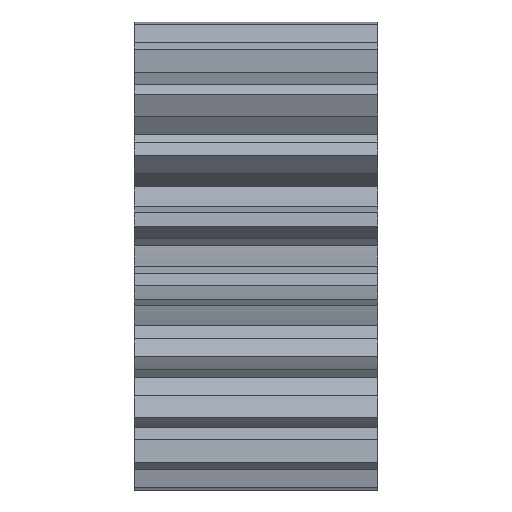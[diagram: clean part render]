
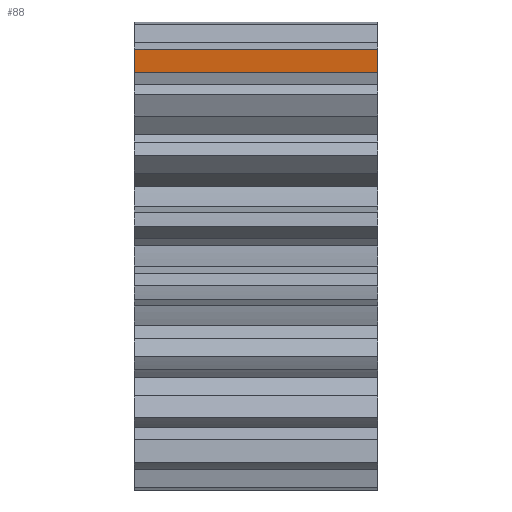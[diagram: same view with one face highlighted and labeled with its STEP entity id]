
A CAD part, front view. The second image highlights one B-rep face of the part: STEP entity #88.
In plain terms, the highlighted planar face has unit normal (0, -0.996, -0.091).
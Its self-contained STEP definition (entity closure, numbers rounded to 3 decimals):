
#88 = ADVANCED_FACE( '', ( #226 ), #227, .T. );
#226 = FACE_OUTER_BOUND( '', #476, .T. );
#227 = PLANE( '', #477 );
#476 = EDGE_LOOP( '', ( #791, #792, #793, #794 ) );
#477 = AXIS2_PLACEMENT_3D( '', #795, #796, #797 );
#791 = ORIENTED_EDGE( '', *, *, #1844, .T. );
#792 = ORIENTED_EDGE( '', *, *, #1845, .F. );
#793 = ORIENTED_EDGE( '', *, *, #1846, .F. );
#794 = ORIENTED_EDGE( '', *, *, #1842, .T. );
#795 = CARTESIAN_POINT( '', ( 8.5, -7.933, 14.468 ) );
#796 = DIRECTION( '', ( 0., -0.996, -0.091 ) );
#797 = DIRECTION( '', ( 0., -0.091, 0.996 ) );
#1842 = EDGE_CURVE( '', #2235, #2233, #2236, .T. );
#1844 = EDGE_CURVE( '', #2233, #2238, #2239, .T. );
#1845 = EDGE_CURVE( '', #2240, #2238, #2241, .T. );
#1846 = EDGE_CURVE( '', #2235, #2240, #2242, .T. );
#2233 = VERTEX_POINT( '', #2870 );
#2235 = VERTEX_POINT( '', #2872 );
#2236 = LINE( '', #2873, #2874 );
#2238 = VERTEX_POINT( '', #2876 );
#2239 = LINE( '', #2877, #2878 );
#2240 = VERTEX_POINT( '', #2879 );
#2241 = LINE( '', #2880, #2881 );
#2242 = LINE( '', #2882, #2883 );
#2870 = CARTESIAN_POINT( '', ( -8.5, -7.933, 14.468 ) );
#2872 = CARTESIAN_POINT( '', ( 8.5, -7.933, 14.468 ) );
#2873 = CARTESIAN_POINT( '', ( 8.5, -7.933, 14.468 ) );
#2874 = VECTOR( '', #3732, 1. );
#2876 = CARTESIAN_POINT( '', ( -8.5, -7.783, 12.823 ) );
#2877 = CARTESIAN_POINT( '', ( -8.5, -7.933, 14.468 ) );
#2878 = VECTOR( '', #3736, 1. );
#2879 = CARTESIAN_POINT( '', ( 8.5, -7.783, 12.823 ) );
#2880 = CARTESIAN_POINT( '', ( 8.5, -7.783, 12.823 ) );
#2881 = VECTOR( '', #3737, 1. );
#2882 = CARTESIAN_POINT( '', ( 8.5, -7.933, 14.468 ) );
#2883 = VECTOR( '', #3738, 1. );
#3732 = DIRECTION( '', ( -1., 0., 0. ) );
#3736 = DIRECTION( '', ( 0., 0.091, -0.996 ) );
#3737 = DIRECTION( '', ( -1., 0., 0. ) );
#3738 = DIRECTION( '', ( 0., 0.091, -0.996 ) );
